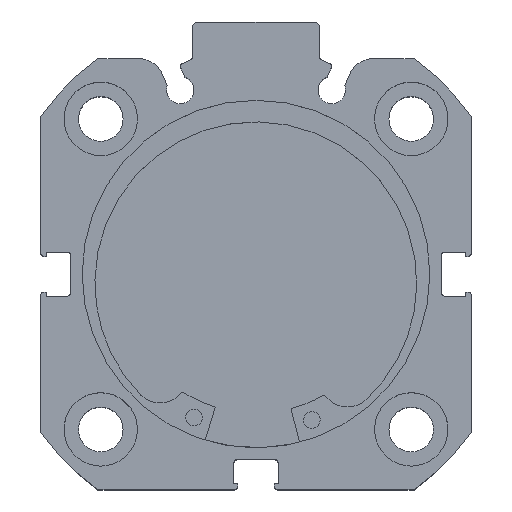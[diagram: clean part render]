
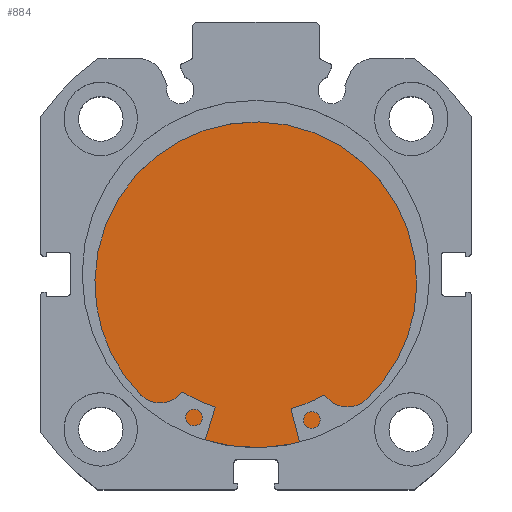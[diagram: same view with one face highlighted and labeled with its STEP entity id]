
A CAD part, top view. The second image highlights one B-rep face of the part: STEP entity #884.
In plain terms, the highlighted face is planar.
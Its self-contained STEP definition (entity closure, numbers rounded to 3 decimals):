
#405 = CARTESIAN_POINT ( 'NONE',  ( 9., 0., -26. ) ) ;
#413 = CARTESIAN_POINT ( 'NONE',  ( 9., 0., 26. ) ) ;
#590 = CIRCLE ( 'NONE', #3601, 26. ) ;
#884 = ADVANCED_FACE ( 'NONE', ( #4818 ), #1542, .F. ) ;
#1306 = DIRECTION ( 'NONE',  ( -1., 0., 0. ) ) ;
#1307 = DIRECTION ( 'NONE',  ( 0., 0., 1. ) ) ;
#1308 = CARTESIAN_POINT ( 'NONE',  ( 9., 26., 0. ) ) ;
#1542 = PLANE ( 'NONE',  #3739 ) ;
#2758 = VERTEX_POINT ( 'NONE', #405 ) ;
#2773 = VERTEX_POINT ( 'NONE', #413 ) ;
#3365 = EDGE_CURVE ( 'NONE', #2758, #2773, #5610, .T. ) ;
#3542 = AXIS2_PLACEMENT_3D ( 'NONE', #6457, #6463, #6464 ) ;
#3601 = AXIS2_PLACEMENT_3D ( 'NONE', #6560, #6579, #6580 ) ;
#3739 = AXIS2_PLACEMENT_3D ( 'NONE', #1308, #1306, #1307 ) ;
#3764 = EDGE_CURVE ( 'NONE', #2773, #2758, #590, .T. ) ;
#4434 = EDGE_LOOP ( 'NONE', ( #6091, #6021 ) ) ;
#4818 = FACE_OUTER_BOUND ( 'NONE', #4434, .T. ) ;
#5610 = CIRCLE ( 'NONE', #3542, 26. ) ;
#6021 = ORIENTED_EDGE ( 'NONE', *, *, #3365, .F. ) ;
#6091 = ORIENTED_EDGE ( 'NONE', *, *, #3764, .F. ) ;
#6457 = CARTESIAN_POINT ( 'NONE',  ( 9., 0., 0. ) ) ;
#6463 = DIRECTION ( 'NONE',  ( -1., 0., 0. ) ) ;
#6464 = DIRECTION ( 'NONE',  ( 0., 0., 1. ) ) ;
#6560 = CARTESIAN_POINT ( 'NONE',  ( 9., 0., 0. ) ) ;
#6579 = DIRECTION ( 'NONE',  ( -1., 0., 0. ) ) ;
#6580 = DIRECTION ( 'NONE',  ( 0., 0., 1. ) ) ;
